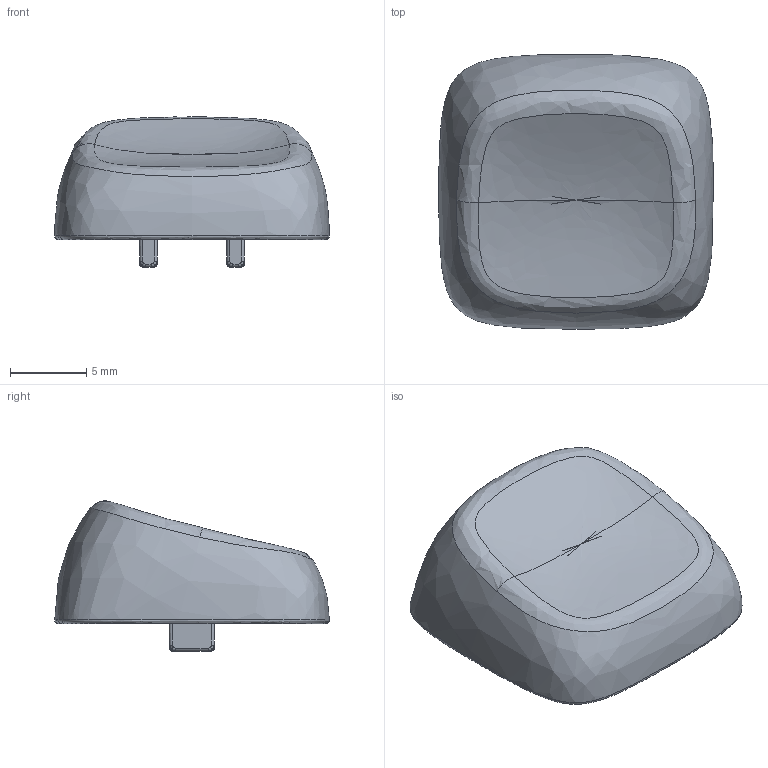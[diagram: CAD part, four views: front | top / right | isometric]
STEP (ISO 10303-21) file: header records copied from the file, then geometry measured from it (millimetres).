
FILE_DESCRIPTION(/* description */ (''),/* implementation_level */ '2;1');
FILE_NAME(/* name */ '[MX] Normal Tilted v3.step',/* time_stamp */ '2025-05-10T15:27:50+07:00',/* author */ (''),/* organization */ (''),/* preprocessor_version */ 'ST-DEVELOPER v20.1',/* originating_system */ 'Autodesk Translation Framework v14.4.0.0',/* authorisation */ '');
FILE_SCHEMA (('AUTOMOTIVE_DESIGN { 1 0 10303 214 3 1 1 }'));
Length unit declared in the file: millimetre
Products named in the file (1): [MX] Normal Tilted
Bounding box: 17.99 x 17.97 x 9.84 mm (x, y, z)
Volume: 1192.1 mm3; surface area: 1007.6 mm2
Topology: 1 solids, 1 shells, 141 faces, 398 edges, 260 vertices
Faces by surface type: bspline 105, cylinder 24, plane 12
Entity records: 11381 total; most frequent: CARTESIAN_POINT 8143, ORIENTED_EDGE 792, DIRECTION 517, EDGE_CURVE 396, VERTEX_POINT 260, AXIS2_PLACEMENT_3D 234, CIRCLE 197, B_SPLINE_CURVE_WITH_KNOTS 148
